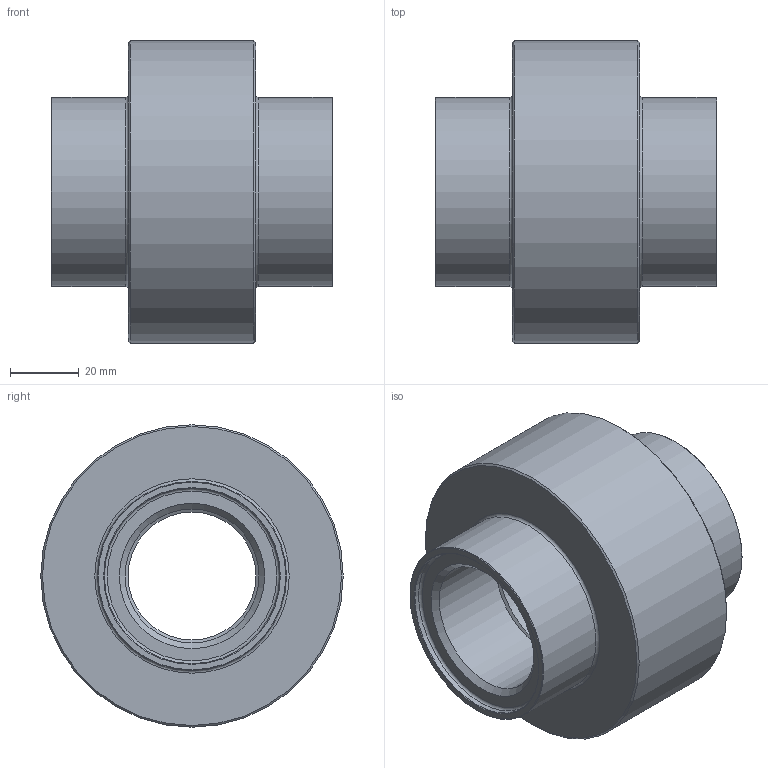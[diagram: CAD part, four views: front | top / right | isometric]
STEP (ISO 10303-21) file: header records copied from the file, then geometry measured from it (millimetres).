
FILE_DESCRIPTION(/* description */ (''),/* implementation_level */ '2;1');
FILE_NAME(/* name */ 'DGNT32.stp',/* time_stamp */ '2025-03-05T12:42:26+01:00',/* author */ (''),/* organization */ (''),/* preprocessor_version */ 'ST-DEVELOPER v16.7',/* originating_system */ 'SIEMENS PLM Software NX 1863',/* authorisation */ '');
FILE_SCHEMA (('AP203_CONFIGURATION_CONTROLLED_3D_DESIGN_OF_MECHANICAL_PARTS_AND_ASSEMBLIES_MIM_LF { 1 0 10303 403 2 1 2}'));
Length unit declared in the file: millimetre
Products named in the file (1): DGNT32_step
Bounding box: 82 x 88 x 88 mm (x, y, z)
Volume: 232408.5 mm3; surface area: 37279.3 mm2
Topology: 1 solids, 1 shells, 28 faces, 56 edges, 34 vertices
Faces by surface type: cone 10, cylinder 8, plane 6, torus 4
Full cylindrical faces by diameter (mm): 37.2 x1, 38.952 x2, 51 x2, 55 x2, 88 x1
Entity records: 662 total; most frequent: DIRECTION 114, CARTESIAN_POINT 85, AXIS2_PLACEMENT_3D 57, FACE_BOUND 56, EDGE_LOOP 56, ORIENTED_EDGE 56, ADVANCED_FACE 28, VERTEX_POINT 28
